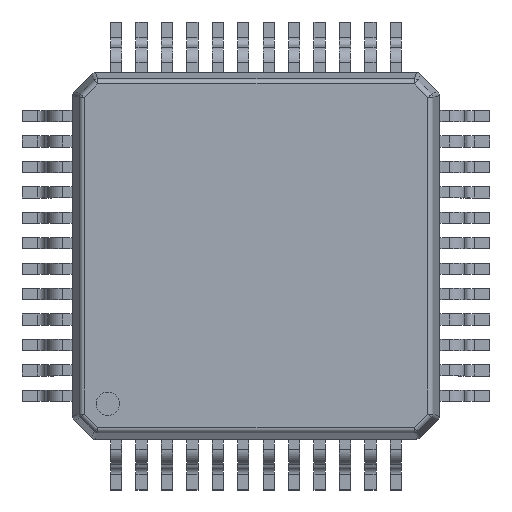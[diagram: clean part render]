
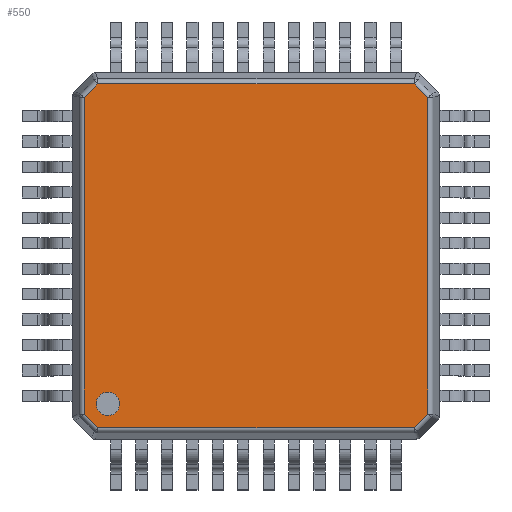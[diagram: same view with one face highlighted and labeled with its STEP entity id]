
A CAD part, top view. The second image highlights one B-rep face of the part: STEP entity #550.
In plain terms, the highlighted planar face has unit normal (0, 0, 1).
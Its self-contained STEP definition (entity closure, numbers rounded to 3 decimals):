
#550=ADVANCED_FACE('',(#7622,#7624),#7626,.T.);
#7622=FACE_BOUND('',#7623,.T.);
#7623=EDGE_LOOP('',(#13312,#13313,#13314,#13315,#13316,#13317,#13318,#13319));
#7624=FACE_BOUND('',#7625,.T.);
#7625=EDGE_LOOP('',(#13320));
#7626=PLANE('',#7627);
#7627=AXIS2_PLACEMENT_3D('',#7628,#7629,#7630);
#7628=CARTESIAN_POINT('',(0.,0.,1.6));
#7629=DIRECTION('',(0.,0.,1.));
#7630=DIRECTION('',(1.,0.,0.));
#13312=ORIENTED_EDGE('',*,*,#17284,.T.);
#13313=ORIENTED_EDGE('',*,*,#17285,.T.);
#13314=ORIENTED_EDGE('',*,*,#17286,.T.);
#13315=ORIENTED_EDGE('',*,*,#17287,.T.);
#13316=ORIENTED_EDGE('',*,*,#17288,.T.);
#13317=ORIENTED_EDGE('',*,*,#17289,.T.);
#13318=ORIENTED_EDGE('',*,*,#17290,.T.);
#13319=ORIENTED_EDGE('',*,*,#17291,.T.);
#13320=ORIENTED_EDGE('',*,*,#17283,.F.);
#17283=EDGE_CURVE('',#19365,#19365,#19366,.T.);
#17284=EDGE_CURVE('',#19367,#19368,#19369,.T.);
#17285=EDGE_CURVE('',#19368,#19370,#19371,.T.);
#17286=EDGE_CURVE('',#19370,#19372,#19373,.T.);
#17287=EDGE_CURVE('',#19372,#19374,#19375,.T.);
#17288=EDGE_CURVE('',#19374,#19376,#19377,.T.);
#17289=EDGE_CURVE('',#19376,#19378,#19379,.T.);
#17290=EDGE_CURVE('',#19378,#19380,#19381,.T.);
#17291=EDGE_CURVE('',#19380,#19367,#19382,.T.);
#19365=VERTEX_POINT('',#23162);
#19366=CIRCLE('',#23163,0.23);
#19367=VERTEX_POINT('',#23167);
#19368=VERTEX_POINT('',#23168);
#19369=LINE('',#23169,#23170);
#19370=VERTEX_POINT('',#23172);
#19371=LINE('',#23173,#23174);
#19372=VERTEX_POINT('',#23176);
#19373=LINE('',#23177,#23178);
#19374=VERTEX_POINT('',#23180);
#19375=LINE('',#23181,#23182);
#19376=VERTEX_POINT('',#23184);
#19377=LINE('',#23185,#23186);
#19378=VERTEX_POINT('',#23188);
#19379=LINE('',#23189,#23190);
#19380=VERTEX_POINT('',#23192);
#19381=LINE('',#23193,#23194);
#19382=LINE('',#23196,#23197);
#23162=CARTESIAN_POINT('',(-2.68,-2.91,1.6));
#23163=AXIS2_PLACEMENT_3D('',#23164,#23165,#23166);
#23164=CARTESIAN_POINT('',(-2.91,-2.91,1.6));
#23165=DIRECTION('',(0.,0.,1.));
#23166=DIRECTION('',(1.,0.,0.));
#23167=CARTESIAN_POINT('',(-3.109,-3.381,1.6));
#23168=CARTESIAN_POINT('',(3.109,-3.381,1.6));
#23169=CARTESIAN_POINT('',(-3.109,-3.381,1.6));
#23170=VECTOR('',#23171,1.);
#23171=DIRECTION('',(1.,0.,0.));
#23172=CARTESIAN_POINT('',(3.381,-3.109,1.6));
#23173=CARTESIAN_POINT('',(3.109,-3.381,1.6));
#23174=VECTOR('',#23175,1.);
#23175=DIRECTION('',(0.707,0.707,0.));
#23176=CARTESIAN_POINT('',(3.381,3.109,1.6));
#23177=CARTESIAN_POINT('',(3.381,-3.109,1.6));
#23178=VECTOR('',#23179,1.);
#23179=DIRECTION('',(0.,1.,0.));
#23180=CARTESIAN_POINT('',(3.109,3.381,1.6));
#23181=CARTESIAN_POINT('',(3.381,3.109,1.6));
#23182=VECTOR('',#23183,1.);
#23183=DIRECTION('',(-0.707,0.707,0.));
#23184=CARTESIAN_POINT('',(-3.109,3.381,1.6));
#23185=CARTESIAN_POINT('',(3.109,3.381,1.6));
#23186=VECTOR('',#23187,1.);
#23187=DIRECTION('',(-1.,0.,0.));
#23188=CARTESIAN_POINT('',(-3.381,3.109,1.6));
#23189=CARTESIAN_POINT('',(-3.109,3.381,1.6));
#23190=VECTOR('',#23191,1.);
#23191=DIRECTION('',(-0.707,-0.707,0.));
#23192=CARTESIAN_POINT('',(-3.381,-3.109,1.6));
#23193=CARTESIAN_POINT('',(-3.381,3.109,1.6));
#23194=VECTOR('',#23195,1.);
#23195=DIRECTION('',(0.,-1.,0.));
#23196=CARTESIAN_POINT('',(-3.381,-3.109,1.6));
#23197=VECTOR('',#23198,1.);
#23198=DIRECTION('',(0.707,-0.707,0.));
